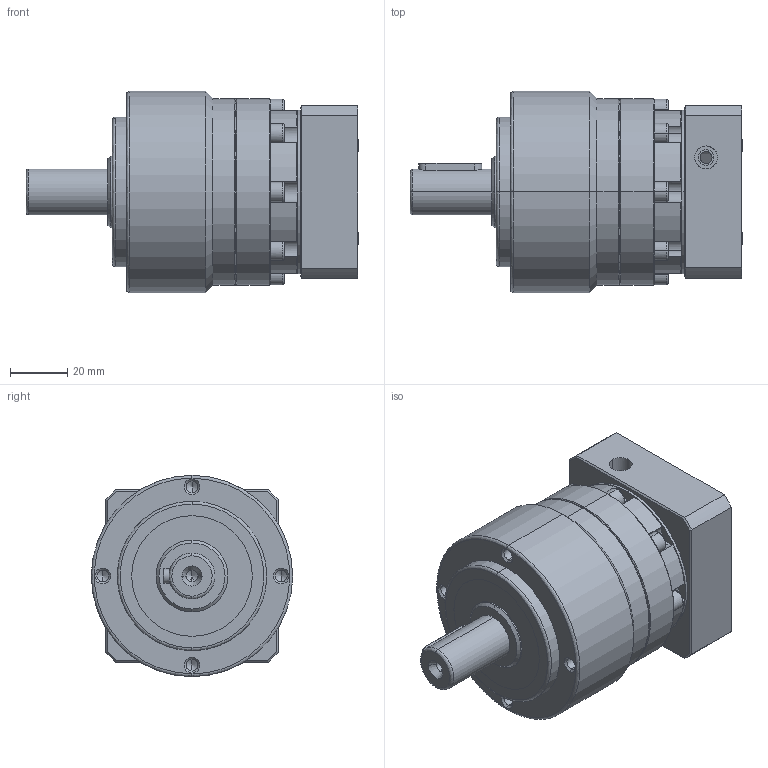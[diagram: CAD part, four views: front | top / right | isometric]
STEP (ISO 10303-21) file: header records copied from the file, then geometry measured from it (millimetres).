
FILE_DESCRIPTION (( 'STEP AP214' ), '1' );
FILE_NAME ('PE070-L1-8-30-46M4.STEP', '2024-01-06T03:13:02', ( 'admin' ), ( '' ), 'SwSTEP 2.0', 'SolidWorks 2013', '' );
FILE_SCHEMA (( 'AUTOMOTIVE_DESIGN' ));
Length unit declared in the file: millimetre
Products named in the file (5): PE070-L1-8-30-46M4; 060_X2_58F34F537AEF_X0_-14; 14_X2_8F6C_X0_8; 070_X2_8F9351FA7AEF_X0_; 60_X2_8F9351656CD55170_X0_-30-46M4
Assembly tree (4 placements, depth 2):
  PE070-L1-8-30-46M4
    060_X2_58F34F537AEF_X0_-14
    14_X2_8F6C_X0_8
    070_X2_8F9351FA7AEF_X0_
    60_X2_8F9351656CD55170_X0_-30-46M4
Bounding box: 115.5 x 70 x 70 mm (x, y, z)
Volume: 272472.4 mm3; surface area: 59350.8 mm2
Topology: 5 solids, 5 shells, 643 faces, 1516 edges, 902 vertices
Faces by surface type: plane 235, cylinder 211, cone 147, bspline 50
Entity records: 26753 total; most frequent: CARTESIAN_POINT 5063, DIRECTION 3087, ORIENTED_EDGE 2908, EDGE_CURVE 1454, AXIS2_PLACEMENT_3D 1158, VERTEX_POINT 902, LINE 771, VECTOR 771
